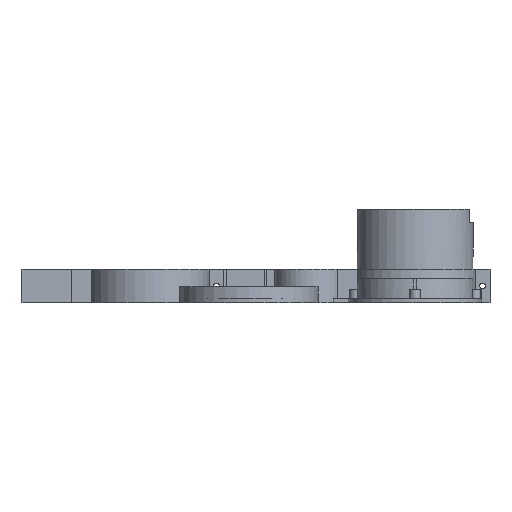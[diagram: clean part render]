
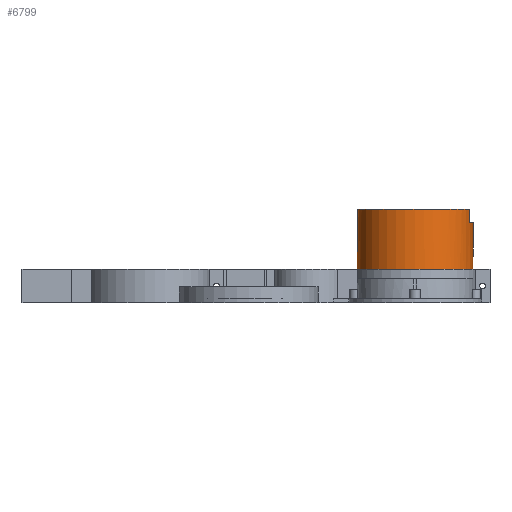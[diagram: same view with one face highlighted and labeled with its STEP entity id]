
A CAD part, left-side view. The second image highlights one B-rep face of the part: STEP entity #6799.
In plain terms, the highlighted cylindrical face has radius 43.5 mm (diameter 87 mm), a full revolution.
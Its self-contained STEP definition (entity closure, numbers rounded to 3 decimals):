
#482=LINE('',#12305,#1010);
#486=LINE('',#12317,#1014);
#504=LINE('',#12378,#1032);
#516=LINE('',#12404,#1044);
#522=LINE('',#12416,#1050);
#526=LINE('',#12430,#1054);
#530=LINE('',#12441,#1058);
#531=LINE('',#12444,#1059);
#533=LINE('',#12450,#1061);
#1010=VECTOR('',#8977,10.);
#1014=VECTOR('',#8989,10.);
#1032=VECTOR('',#9055,10.);
#1044=VECTOR('',#9075,10.);
#1050=VECTOR('',#9083,10.);
#1054=VECTOR('',#9101,10.);
#1058=VECTOR('',#9113,10.);
#1059=VECTOR('',#9116,10.);
#1061=VECTOR('',#9122,43.5);
#1402=CYLINDRICAL_SURFACE('',#7562,43.5);
#1619=FACE_BOUND('',#2591,.T.);
#2059=FACE_OUTER_BOUND('',#2590,.T.);
#2590=EDGE_LOOP('',(#5939,#5940,#5941,#5942,#5943,#5944,#5945,#5946,#5947,
#5948,#5949,#5950,#5951,#5952,#5953,#5954));
#2591=EDGE_LOOP('',(#5955,#5956,#5957,#5958));
#2982=CIRCLE('',#7519,43.5);
#2984=CIRCLE('',#7523,43.5);
#2993=CIRCLE('',#7551,43.5);
#2997=CIRCLE('',#7558,43.5);
#2998=CIRCLE('',#7559,43.5);
#2999=CIRCLE('',#7563,43.5);
#3000=CIRCLE('',#7564,43.5);
#3001=CIRCLE('',#7565,43.5);
#3002=CIRCLE('',#7566,43.5);
#3003=CIRCLE('',#7567,43.5);
#3439=VERTEX_POINT('',#12302);
#3440=VERTEX_POINT('',#12304);
#3442=VERTEX_POINT('',#12310);
#3444=VERTEX_POINT('',#12316);
#3461=VERTEX_POINT('',#12374);
#3463=VERTEX_POINT('',#12377);
#3472=VERTEX_POINT('',#12401);
#3473=VERTEX_POINT('',#12403);
#3476=VERTEX_POINT('',#12410);
#3478=VERTEX_POINT('',#12414);
#3480=VERTEX_POINT('',#12426);
#3481=VERTEX_POINT('',#12428);
#3482=VERTEX_POINT('',#12432);
#3483=VERTEX_POINT('',#12434);
#3484=VERTEX_POINT('',#12439);
#3485=VERTEX_POINT('',#12443);
#3486=VERTEX_POINT('',#12447);
#3487=VERTEX_POINT('',#12449);
#4274=EDGE_CURVE('',#3440,#3439,#482,.T.);
#4277=EDGE_CURVE('',#3442,#3440,#2982,.T.);
#4280=EDGE_CURVE('',#3444,#3442,#486,.T.);
#4283=EDGE_CURVE('',#3439,#3444,#2984,.T.);
#4308=EDGE_CURVE('',#3463,#3461,#504,.T.);
#4320=EDGE_CURVE('',#3473,#3472,#516,.T.);
#4326=EDGE_CURVE('',#3476,#3478,#522,.T.);
#4327=EDGE_CURVE('',#3472,#3476,#2993,.T.);
#4334=EDGE_CURVE('',#3480,#3481,#526,.T.);
#4336=EDGE_CURVE('',#3483,#3482,#2997,.T.);
#4338=EDGE_CURVE('',#3481,#3463,#2998,.T.);
#4340=EDGE_CURVE('',#3482,#3484,#530,.T.);
#4341=EDGE_CURVE('',#3485,#3483,#531,.T.);
#4343=EDGE_CURVE('',#3486,#3478,#2999,.T.);
#4344=EDGE_CURVE('',#3486,#3487,#533,.T.);
#4345=EDGE_CURVE('',#3487,#3485,#3000,.T.);
#4346=EDGE_CURVE('',#3480,#3484,#3001,.T.);
#4347=EDGE_CURVE('',#3461,#3487,#3002,.T.);
#4348=EDGE_CURVE('',#3473,#3486,#3003,.T.);
#5939=ORIENTED_EDGE('',*,*,#4326,.T.);
#5940=ORIENTED_EDGE('',*,*,#4343,.F.);
#5941=ORIENTED_EDGE('',*,*,#4344,.T.);
#5942=ORIENTED_EDGE('',*,*,#4345,.T.);
#5943=ORIENTED_EDGE('',*,*,#4341,.T.);
#5944=ORIENTED_EDGE('',*,*,#4336,.T.);
#5945=ORIENTED_EDGE('',*,*,#4340,.T.);
#5946=ORIENTED_EDGE('',*,*,#4346,.F.);
#5947=ORIENTED_EDGE('',*,*,#4334,.T.);
#5948=ORIENTED_EDGE('',*,*,#4338,.T.);
#5949=ORIENTED_EDGE('',*,*,#4308,.T.);
#5950=ORIENTED_EDGE('',*,*,#4347,.T.);
#5951=ORIENTED_EDGE('',*,*,#4344,.F.);
#5952=ORIENTED_EDGE('',*,*,#4348,.F.);
#5953=ORIENTED_EDGE('',*,*,#4320,.T.);
#5954=ORIENTED_EDGE('',*,*,#4327,.T.);
#5955=ORIENTED_EDGE('',*,*,#4280,.T.);
#5956=ORIENTED_EDGE('',*,*,#4277,.T.);
#5957=ORIENTED_EDGE('',*,*,#4274,.T.);
#5958=ORIENTED_EDGE('',*,*,#4283,.T.);
#6799=ADVANCED_FACE('',(#2059,#1619),#1402,.T.);
#7519=AXIS2_PLACEMENT_3D('',#12311,#8983,#8984);
#7523=AXIS2_PLACEMENT_3D('',#12321,#8995,#8996);
#7551=AXIS2_PLACEMENT_3D('',#12418,#9086,#9087);
#7558=AXIS2_PLACEMENT_3D('',#12435,#9105,#9106);
#7559=AXIS2_PLACEMENT_3D('',#12437,#9108,#9109);
#7562=AXIS2_PLACEMENT_3D('',#12446,#9118,#9119);
#7563=AXIS2_PLACEMENT_3D('',#12448,#9120,#9121);
#7564=AXIS2_PLACEMENT_3D('',#12451,#9123,#9124);
#7565=AXIS2_PLACEMENT_3D('',#12452,#9125,#9126);
#7566=AXIS2_PLACEMENT_3D('',#12453,#9127,#9128);
#7567=AXIS2_PLACEMENT_3D('',#12454,#9129,#9130);
#8977=DIRECTION('',(0.,0.,-1.));
#8983=DIRECTION('center_axis',(0.,0.,1.));
#8984=DIRECTION('ref_axis',(1.,0.,0.));
#8989=DIRECTION('',(0.,0.,1.));
#8995=DIRECTION('center_axis',(0.,0.,-1.));
#8996=DIRECTION('ref_axis',(1.,0.,0.));
#9055=DIRECTION('',(0.,0.,-1.));
#9075=DIRECTION('',(0.,0.,-1.));
#9083=DIRECTION('',(0.,0.,1.));
#9086=DIRECTION('center_axis',(0.,0.,-1.));
#9087=DIRECTION('ref_axis',(1.,0.,0.));
#9101=DIRECTION('',(0.,0.,1.));
#9105=DIRECTION('center_axis',(0.,0.,1.));
#9106=DIRECTION('ref_axis',(1.,0.,0.));
#9108=DIRECTION('center_axis',(0.,0.,1.));
#9109=DIRECTION('ref_axis',(1.,0.,0.));
#9113=DIRECTION('',(0.,0.,-1.));
#9116=DIRECTION('',(0.,0.,1.));
#9118=DIRECTION('center_axis',(0.,0.,1.));
#9119=DIRECTION('ref_axis',(1.,0.,0.));
#9120=DIRECTION('center_axis',(0.,0.,1.));
#9121=DIRECTION('ref_axis',(1.,0.,0.));
#9122=DIRECTION('',(0.,0.,-1.));
#9123=DIRECTION('center_axis',(0.,0.,1.));
#9124=DIRECTION('ref_axis',(1.,0.,0.));
#9125=DIRECTION('center_axis',(0.,0.,-1.));
#9126=DIRECTION('ref_axis',(1.,0.,0.));
#9127=DIRECTION('center_axis',(0.,0.,1.));
#9128=DIRECTION('ref_axis',(1.,0.,0.));
#9129=DIRECTION('center_axis',(0.,0.,1.));
#9130=DIRECTION('ref_axis',(1.,0.,0.));
#12302=CARTESIAN_POINT('',(496.,93.316,11.6));
#12304=CARTESIAN_POINT('',(496.,93.316,15.6));
#12305=CARTESIAN_POINT('',(496.,93.316,0.));
#12310=CARTESIAN_POINT('',(504.,93.316,15.6));
#12311=CARTESIAN_POINT('Origin',(500.,50.,15.6));
#12316=CARTESIAN_POINT('',(504.,93.316,11.6));
#12317=CARTESIAN_POINT('',(504.,93.316,0.));
#12321=CARTESIAN_POINT('Origin',(500.,50.,11.6));
#12374=CARTESIAN_POINT('',(484.,90.451,0.));
#12377=CARTESIAN_POINT('',(484.,90.451,25.));
#12378=CARTESIAN_POINT('',(484.,90.451,0.));
#12401=CARTESIAN_POINT('',(514.,8.814,60.));
#12403=CARTESIAN_POINT('',(514.,8.814,70.));
#12404=CARTESIAN_POINT('',(514.,8.814,0.));
#12410=CARTESIAN_POINT('',(486.,8.814,60.));
#12414=CARTESIAN_POINT('',(486.,8.814,70.));
#12416=CARTESIAN_POINT('',(486.,8.814,0.));
#12418=CARTESIAN_POINT('Origin',(500.,50.,60.));
#12426=CARTESIAN_POINT('',(486.,91.186,2.));
#12428=CARTESIAN_POINT('',(486.,91.186,25.));
#12430=CARTESIAN_POINT('',(486.,91.186,0.));
#12432=CARTESIAN_POINT('',(514.,91.186,25.));
#12434=CARTESIAN_POINT('',(516.,90.451,25.));
#12435=CARTESIAN_POINT('Origin',(500.,50.,25.));
#12437=CARTESIAN_POINT('Origin',(500.,50.,25.));
#12439=CARTESIAN_POINT('',(514.,91.186,2.));
#12441=CARTESIAN_POINT('',(514.,91.186,0.));
#12443=CARTESIAN_POINT('',(516.,90.451,0.));
#12444=CARTESIAN_POINT('',(516.,90.451,0.));
#12446=CARTESIAN_POINT('Origin',(500.,50.,0.));
#12447=CARTESIAN_POINT('',(456.5,50.,70.));
#12448=CARTESIAN_POINT('Origin',(500.,50.,70.));
#12449=CARTESIAN_POINT('',(456.5,50.,0.));
#12450=CARTESIAN_POINT('',(456.5,50.,0.));
#12451=CARTESIAN_POINT('Origin',(500.,50.,0.));
#12452=CARTESIAN_POINT('Origin',(500.,50.,2.));
#12453=CARTESIAN_POINT('Origin',(500.,50.,0.));
#12454=CARTESIAN_POINT('Origin',(500.,50.,70.));
